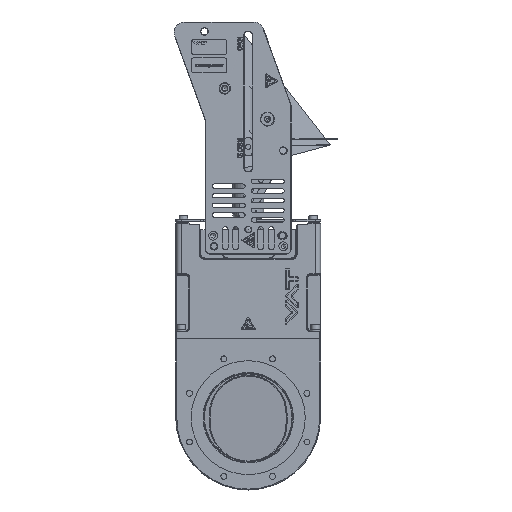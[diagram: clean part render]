
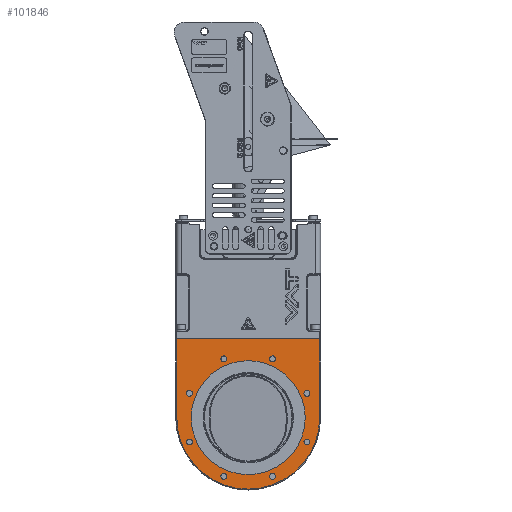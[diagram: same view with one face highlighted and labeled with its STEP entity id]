
A CAD part, front view. The second image highlights one B-rep face of the part: STEP entity #101846.
In plain terms, the highlighted planar face has unit normal (0, -1, 0).
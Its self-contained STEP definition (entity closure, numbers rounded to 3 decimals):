
#101201=CARTESIAN_POINT('',(65.,-35.908,0.));
#101202=VERTEX_POINT('',#101201);
#101203=CARTESIAN_POINT('',(-0.,-35.908,0.));
#101204=DIRECTION('',(-0.,-1.,0.));
#101205=DIRECTION('',(1.,-0.,0.));
#101206=AXIS2_PLACEMENT_3D('',#101203,#101204,#101205);
#101207=CIRCLE('',#101206,65.);
#101208=EDGE_CURVE('',#101202,#101202,#101207,.T.);
#101641=CARTESIAN_POINT('',(-81.5,-35.908,90.));
#101642=VERTEX_POINT('',#101641);
#101649=CARTESIAN_POINT('',(81.5,-35.908,90.));
#101650=VERTEX_POINT('',#101649);
#101651=CARTESIAN_POINT('',(81.5,-35.908,90.));
#101652=DIRECTION('',(-1.,0.,-0.));
#101653=VECTOR('',#101652,163.);
#101654=LINE('',#101651,#101653);
#101655=EDGE_CURVE('',#101650,#101642,#101654,.T.);
#101724=CARTESIAN_POINT('',(-0.,-35.908,0.));
#101725=DIRECTION('',(-0.,-1.,0.));
#101726=DIRECTION('',(1.,-0.,0.));
#101727=AXIS2_PLACEMENT_3D('',#101724,#101725,#101726);
#101728=PLANE('',#101727);
#101729=ORIENTED_EDGE('',*,*,#101208,.F.);
#101730=EDGE_LOOP('',(#101729));
#101731=FACE_BOUND('',#101730,.T.);
#101732=CARTESIAN_POINT('',(69.385,-35.908,25.34));
#101733=VERTEX_POINT('',#101732);
#101734=CARTESIAN_POINT('',(66.981,-35.908,27.745));
#101735=DIRECTION('',(-0.,-1.,0.));
#101736=DIRECTION('',(0.707,-0.,-0.707));
#101737=AXIS2_PLACEMENT_3D('',#101734,#101735,#101736);
#101738=CIRCLE('',#101737,3.4);
#101739=EDGE_CURVE('',#101733,#101733,#101738,.T.);
#101740=ORIENTED_EDGE('',*,*,#101739,.F.);
#101741=EDGE_LOOP('',(#101740));
#101742=FACE_BOUND('',#101741,.T.);
#101743=CARTESIAN_POINT('',(66.981,-35.908,-31.145));
#101744=VERTEX_POINT('',#101743);
#101745=CARTESIAN_POINT('',(66.981,-35.908,-27.745));
#101746=DIRECTION('',(-0.,-1.,0.));
#101747=DIRECTION('',(-0.,-0.,-1.));
#101748=AXIS2_PLACEMENT_3D('',#101745,#101746,#101747);
#101749=CIRCLE('',#101748,3.4);
#101750=EDGE_CURVE('',#101744,#101744,#101749,.T.);
#101751=ORIENTED_EDGE('',*,*,#101750,.F.);
#101752=EDGE_LOOP('',(#101751));
#101753=FACE_BOUND('',#101752,.T.);
#101754=CARTESIAN_POINT('',(25.34,-35.908,-69.385));
#101755=VERTEX_POINT('',#101754);
#101756=CARTESIAN_POINT('',(27.745,-35.908,-66.981));
#101757=DIRECTION('',(-0.,-1.,0.));
#101758=DIRECTION('',(-0.707,0.,-0.707));
#101759=AXIS2_PLACEMENT_3D('',#101756,#101757,#101758);
#101760=CIRCLE('',#101759,3.4);
#101761=EDGE_CURVE('',#101755,#101755,#101760,.T.);
#101762=ORIENTED_EDGE('',*,*,#101761,.F.);
#101763=EDGE_LOOP('',(#101762));
#101764=FACE_BOUND('',#101763,.T.);
#101765=CARTESIAN_POINT('',(-31.145,-35.908,-66.981));
#101766=VERTEX_POINT('',#101765);
#101767=CARTESIAN_POINT('',(-27.745,-35.908,-66.981));
#101768=DIRECTION('',(-0.,-1.,0.));
#101769=DIRECTION('',(-1.,0.,0.));
#101770=AXIS2_PLACEMENT_3D('',#101767,#101768,#101769);
#101771=CIRCLE('',#101770,3.4);
#101772=EDGE_CURVE('',#101766,#101766,#101771,.T.);
#101773=ORIENTED_EDGE('',*,*,#101772,.F.);
#101774=EDGE_LOOP('',(#101773));
#101775=FACE_BOUND('',#101774,.T.);
#101776=CARTESIAN_POINT('',(-69.385,-35.908,-25.34));
#101777=VERTEX_POINT('',#101776);
#101778=CARTESIAN_POINT('',(-66.981,-35.908,-27.745));
#101779=DIRECTION('',(-0.,-1.,0.));
#101780=DIRECTION('',(-0.707,0.,0.707));
#101781=AXIS2_PLACEMENT_3D('',#101778,#101779,#101780);
#101782=CIRCLE('',#101781,3.4);
#101783=EDGE_CURVE('',#101777,#101777,#101782,.T.);
#101784=ORIENTED_EDGE('',*,*,#101783,.F.);
#101785=EDGE_LOOP('',(#101784));
#101786=FACE_BOUND('',#101785,.T.);
#101787=CARTESIAN_POINT('',(-66.981,-35.908,31.145));
#101788=VERTEX_POINT('',#101787);
#101789=CARTESIAN_POINT('',(-66.981,-35.908,27.745));
#101790=DIRECTION('',(-0.,-1.,0.));
#101791=DIRECTION('',(0.,0.,1.));
#101792=AXIS2_PLACEMENT_3D('',#101789,#101790,#101791);
#101793=CIRCLE('',#101792,3.4);
#101794=EDGE_CURVE('',#101788,#101788,#101793,.T.);
#101795=ORIENTED_EDGE('',*,*,#101794,.F.);
#101796=EDGE_LOOP('',(#101795));
#101797=FACE_BOUND('',#101796,.T.);
#101798=CARTESIAN_POINT('',(-25.34,-35.908,69.385));
#101799=VERTEX_POINT('',#101798);
#101800=CARTESIAN_POINT('',(-27.745,-35.908,66.981));
#101801=DIRECTION('',(-0.,-1.,0.));
#101802=DIRECTION('',(0.707,-0.,0.707));
#101803=AXIS2_PLACEMENT_3D('',#101800,#101801,#101802);
#101804=CIRCLE('',#101803,3.4);
#101805=EDGE_CURVE('',#101799,#101799,#101804,.T.);
#101806=ORIENTED_EDGE('',*,*,#101805,.F.);
#101807=EDGE_LOOP('',(#101806));
#101808=FACE_BOUND('',#101807,.T.);
#101809=CARTESIAN_POINT('',(24.345,-35.908,66.981));
#101810=VERTEX_POINT('',#101809);
#101811=CARTESIAN_POINT('',(27.745,-35.908,66.981));
#101812=DIRECTION('',(0.,1.,-0.));
#101813=DIRECTION('',(-1.,0.,-0.));
#101814=AXIS2_PLACEMENT_3D('',#101811,#101812,#101813);
#101815=CIRCLE('',#101814,3.4);
#101816=EDGE_CURVE('',#101810,#101810,#101815,.T.);
#101817=ORIENTED_EDGE('',*,*,#101816,.T.);
#101818=EDGE_LOOP('',(#101817));
#101819=FACE_BOUND('',#101818,.T.);
#101820=CARTESIAN_POINT('',(-81.5,-35.908,0.));
#101821=VERTEX_POINT('',#101820);
#101822=CARTESIAN_POINT('',(81.5,-35.908,0.));
#101823=VERTEX_POINT('',#101822);
#101824=CARTESIAN_POINT('',(-0.,-35.908,0.));
#101825=DIRECTION('',(-0.,-1.,0.));
#101826=DIRECTION('',(1.,-0.,0.));
#101827=AXIS2_PLACEMENT_3D('',#101824,#101825,#101826);
#101828=CIRCLE('',#101827,81.5);
#101829=EDGE_CURVE('',#101821,#101823,#101828,.T.);
#101830=ORIENTED_EDGE('',*,*,#101829,.T.);
#101831=CARTESIAN_POINT('',(81.5,-35.908,0.));
#101832=DIRECTION('',(-0.,0.,1.));
#101833=VECTOR('',#101832,90.);
#101834=LINE('',#101831,#101833);
#101835=EDGE_CURVE('',#101823,#101650,#101834,.T.);
#101836=ORIENTED_EDGE('',*,*,#101835,.T.);
#101837=ORIENTED_EDGE('',*,*,#101655,.T.);
#101838=CARTESIAN_POINT('',(-81.5,-35.908,90.));
#101839=DIRECTION('',(0.,-0.,-1.));
#101840=VECTOR('',#101839,90.);
#101841=LINE('',#101838,#101840);
#101842=EDGE_CURVE('',#101642,#101821,#101841,.T.);
#101843=ORIENTED_EDGE('',*,*,#101842,.T.);
#101844=EDGE_LOOP('',(#101830,#101836,#101837,#101843));
#101845=FACE_BOUND('',#101844,.T.);
#101846=ADVANCED_FACE('',(#101731,#101742,#101753,#101764,#101775,#101786,#101797,#101808,#101819,#101845),#101728,.T.);
